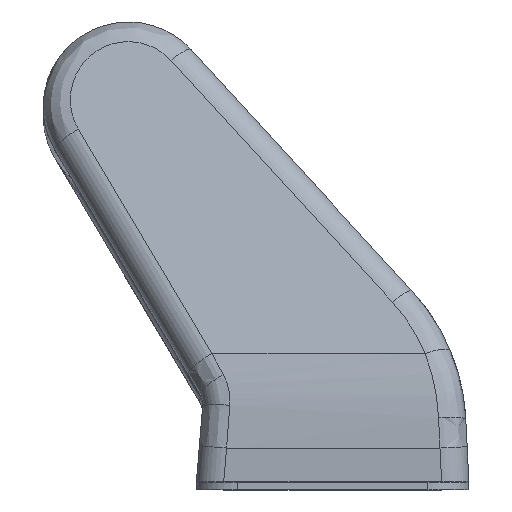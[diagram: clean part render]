
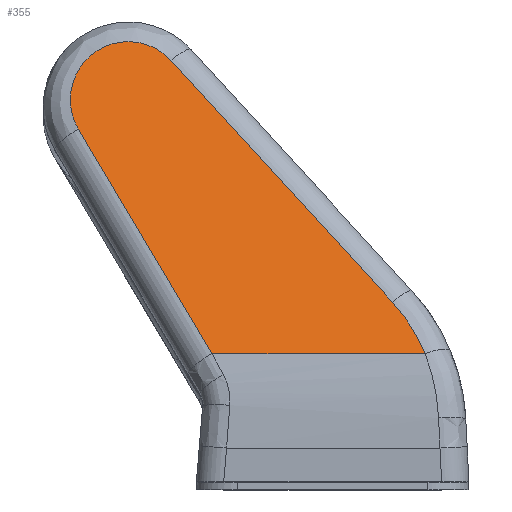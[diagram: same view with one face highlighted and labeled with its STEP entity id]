
A CAD part, top view. The second image highlights one B-rep face of the part: STEP entity #355.
In plain terms, the highlighted face is planar.
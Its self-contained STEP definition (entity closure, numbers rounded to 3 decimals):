
#340 = ORIENTED_EDGE ( 'NONE', *, *, #341, .T. ) ;
#341 = EDGE_CURVE ( 'NONE', #401, #342, #2870, .T. ) ;
#342 = VERTEX_POINT ( 'NONE', #2866 ) ;
#343 = ORIENTED_EDGE ( 'NONE', *, *, #344, .T. ) ;
#344 = EDGE_CURVE ( 'NONE', #342, #345, #2865, .T. ) ;
#345 = VERTEX_POINT ( 'NONE', #2864 ) ;
#355 = ADVANCED_FACE ( 'NONE', ( #2889 ), #2895, .F. ) ;
#394 = EDGE_LOOP ( 'NONE', ( #395, #399, #340, #343, #495 ) ) ;
#395 = ORIENTED_EDGE ( 'NONE', *, *, #396, .T. ) ;
#396 = EDGE_CURVE ( 'NONE', #397, #398, #3073, .T. ) ;
#397 = VERTEX_POINT ( 'NONE', #3072 ) ;
#398 = VERTEX_POINT ( 'NONE', #3097 ) ;
#399 = ORIENTED_EDGE ( 'NONE', *, *, #400, .T. ) ;
#400 = EDGE_CURVE ( 'NONE', #398, #401, #3150, .T. ) ;
#401 = VERTEX_POINT ( 'NONE', #3095 ) ;
#472 = EDGE_CURVE ( 'NONE', #345, #397, #3381, .T. ) ;
#495 = ORIENTED_EDGE ( 'NONE', *, *, #472, .T. ) ;
#2860 = CARTESIAN_POINT ( 'NONE',  ( -4.144, 26.376, -8.752 ) ) ;
#2861 = CARTESIAN_POINT ( 'NONE',  ( -3.5, 24.141, -10.799 ) ) ;
#2862 = CARTESIAN_POINT ( 'NONE',  ( -2.763, 21.586, -12.428 ) ) ;
#2863 = CARTESIAN_POINT ( 'NONE',  ( -1.957, 18.787, -13.59 ) ) ;
#2864 = CARTESIAN_POINT ( 'NONE',  ( -4.144, 26.376, -8.752 ) ) ;
#2865 =( BOUNDED_CURVE ( )  B_SPLINE_CURVE ( 3, ( #2863, #2862, #2861, #2860 ),
 .UNSPECIFIED., .F., .T. ) 
 B_SPLINE_CURVE_WITH_KNOTS ( ( 4, 4 ),
 ( 1.964, 2.312 ),
 .UNSPECIFIED. ) 
 CURVE ( )  GEOMETRIC_REPRESENTATION_ITEM ( )  RATIONAL_B_SPLINE_CURVE ( ( 1., 0.99, 0.99, 1. ) ) 
 REPRESENTATION_ITEM ( '' )  );
#2866 = CARTESIAN_POINT ( 'NONE',  ( -1.957, 18.787, -13.59 ) ) ;
#2867 = DIRECTION ( 'NONE',  ( 0., 0., -1. ) ) ;
#2868 = VECTOR ( 'NONE', #2867, 1000. ) ;
#2869 = CARTESIAN_POINT ( 'NONE',  ( -1.957, 18.787, -19.269 ) ) ;
#2870 = LINE ( 'NONE', #2869, #2868 ) ;
#2885 = DIRECTION ( 'NONE',  ( 0.277, -0.961, 0. ) ) ;
#2886 = DIRECTION ( 'NONE',  ( -0.961, -0.277, 0. ) ) ;
#2887 = CARTESIAN_POINT ( 'NONE',  ( -16., 67.5, -45. ) ) ;
#2888 = AXIS2_PLACEMENT_3D ( 'NONE', #2887, #2886, #2885 ) ;
#2889 = FACE_OUTER_BOUND ( 'NONE', #394, .T. ) ;
#2895 = PLANE ( 'NONE',  #2888 ) ;
#3072 = CARTESIAN_POINT ( 'NONE',  ( -14.371, 61.849, 23.731 ) ) ;
#3073 =( BOUNDED_CURVE ( )  B_SPLINE_CURVE ( 3, ( #3154, #3153, #3152, #3151 ),
 .UNSPECIFIED., .F., .T. ) 
 B_SPLINE_CURVE_WITH_KNOTS ( ( 4, 4 ),
 ( 2.312, 5.248 ),
 .UNSPECIFIED. ) 
 CURVE ( )  GEOMETRIC_REPRESENTATION_ITEM ( )  RATIONAL_B_SPLINE_CURVE ( ( 1., 0.402, 0.402, 1. ) ) 
 REPRESENTATION_ITEM ( '' )  );
#3095 = CARTESIAN_POINT ( 'NONE',  ( -1.957, 18.787, 17.721 ) ) ;
#3096 = DIRECTION ( 'NONE',  ( 0.241, -0.835, -0.496 ) ) ;
#3097 = CARTESIAN_POINT ( 'NONE',  ( -11.465, 51.768, 37.308 ) ) ;
#3148 = VECTOR ( 'NONE', #3096, 1000. ) ;
#3149 = CARTESIAN_POINT ( 'NONE',  ( -2.59, 20.984, 19.025 ) ) ;
#3150 = LINE ( 'NONE', #3149, #3148 ) ;
#3151 = CARTESIAN_POINT ( 'NONE',  ( -11.465, 51.768, 37.308 ) ) ;
#3152 = CARTESIAN_POINT ( 'NONE',  ( -14.943, 63.832, 44.473 ) ) ;
#3153 = CARTESIAN_POINT ( 'NONE',  ( -17.354, 72.197, 33.208 ) ) ;
#3154 = CARTESIAN_POINT ( 'NONE',  ( -14.371, 61.849, 23.731 ) ) ;
#3378 = DIRECTION ( 'NONE',  ( -0.208, 0.721, 0.661 ) ) ;
#3379 = VECTOR ( 'NONE', #3378, 1000. ) ;
#3380 = CARTESIAN_POINT ( 'NONE',  ( -14.224, 61.341, 23.266 ) ) ;
#3381 = LINE ( 'NONE', #3380, #3379 ) ;
